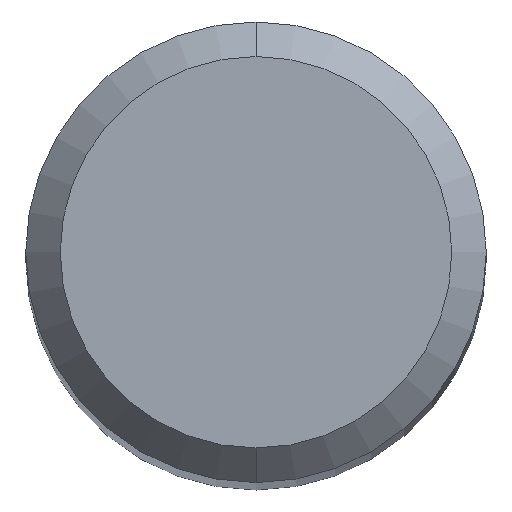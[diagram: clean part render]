
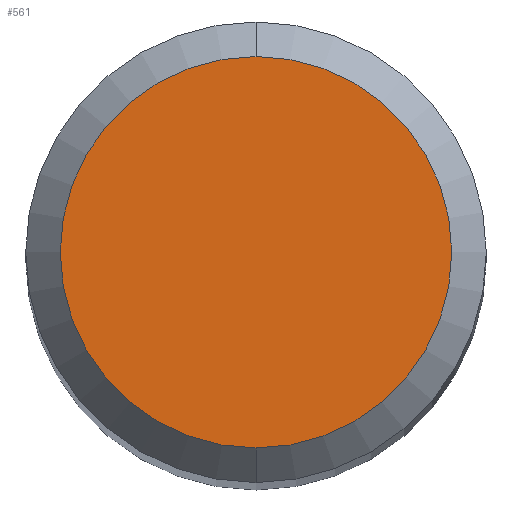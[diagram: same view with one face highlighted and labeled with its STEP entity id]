
A CAD part, top view. The second image highlights one B-rep face of the part: STEP entity #561.
In plain terms, the highlighted planar face has unit normal (0, 0, 1).
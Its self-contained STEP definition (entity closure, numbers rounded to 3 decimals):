
#497=VERTEX_POINT('',#1188);
#561=ADVANCED_FACE('',(#1259),#1260,.T.);
#621=VERTEX_POINT('',#1325);
#833=EDGE_CURVE('',#621,#497,#1556,.T.);
#933=EDGE_CURVE('',#497,#621,#1663,.T.);
#1188=CARTESIAN_POINT('',(0.0,1.7,0.0));
#1259=FACE_OUTER_BOUND('',#2969,.T.);
#1260=PLANE('',#2970);
#1325=CARTESIAN_POINT('',(0.,-1.7,0.0));
#1556=CIRCLE('',#4686,1.7);
#1663=CIRCLE('',#5180,1.7);
#2969=EDGE_LOOP('',(#5757,#5758));
#2970=AXIS2_PLACEMENT_3D('',#5759,#5760,#5761);
#4686=AXIS2_PLACEMENT_3D('',#6071,#6072,#6073);
#5180=AXIS2_PLACEMENT_3D('',#6164,#6165,#6166);
#5757=ORIENTED_EDGE('',*,*,#933,.F.);
#5758=ORIENTED_EDGE('',*,*,#833,.F.);
#5759=CARTESIAN_POINT('',(0.0,0.85,0.0));
#5760=DIRECTION('',(-0.0,0.0,1.0));
#5761=DIRECTION('',(0.0,-1.0,0.0));
#6071=CARTESIAN_POINT('',(0.0,0.0,0.0));
#6072=DIRECTION('',(0.0,0.0,-1.0));
#6073=DIRECTION('',(0.0,1.0,0.0));
#6164=CARTESIAN_POINT('',(0.0,0.0,0.0));
#6165=DIRECTION('',(0.0,0.0,-1.0));
#6166=DIRECTION('',(0.0,1.0,0.0));
